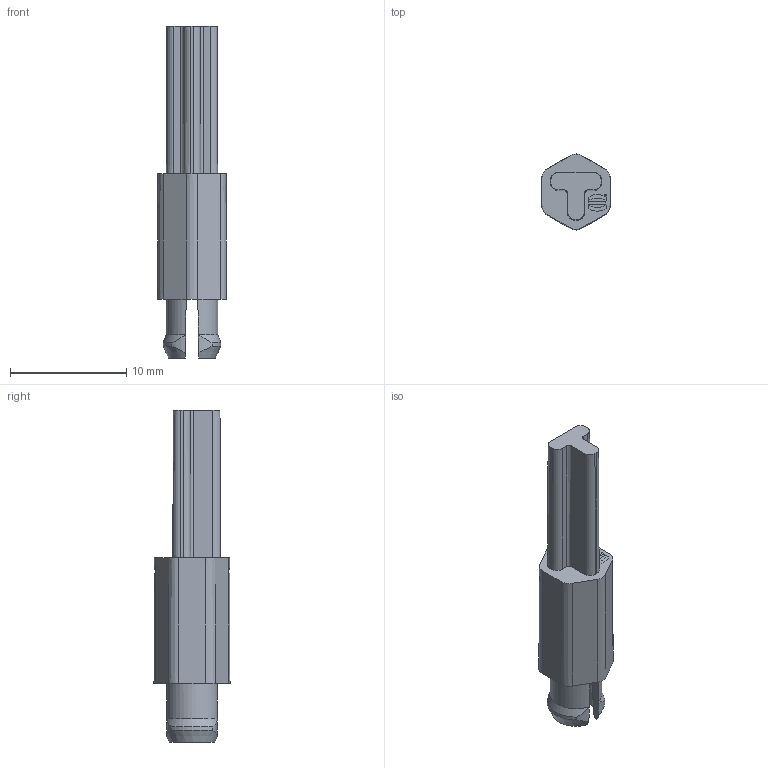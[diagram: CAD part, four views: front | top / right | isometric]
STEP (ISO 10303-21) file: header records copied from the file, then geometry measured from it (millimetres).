
FILE_DESCRIPTION(/* description */ (''),/* implementation_level */ '2;1');
FILE_NAME(/* name */ '100102379ugm000_b.stp',/* time_stamp */ '2018-04-17T14:34:14+02:00',/* author */ (''),/* organization */ (''),/* preprocessor_version */ 'ST-DEVELOPER v16',/* originating_system */ 'SIEMENS PLM Software NX 10.0',/* authorisation */ '');
FILE_SCHEMA (('AUTOMOTIVE_DESIGN { 1 0 10303 214 3 1 1 1 }'));
Length unit declared in the file: millimetre
Products named in the file (1): 100102379ugm000_b
Bounding box: 5.94 x 6.54 x 28.55 mm (x, y, z)
Volume: 432.3 mm3; surface area: 644 mm2
Topology: 1 solids, 1 shells, 57 faces, 152 edges, 105 vertices
Faces by surface type: plane 28, cone 21, cylinder 8
Entity records: 2267 total; most frequent: CARTESIAN_POINT 372, DIRECTION 308, ORIENTED_EDGE 300, EDGE_CURVE 150, AXIS2_PLACEMENT_3D 116, VERTEX_POINT 102, LINE 76, VECTOR 76
